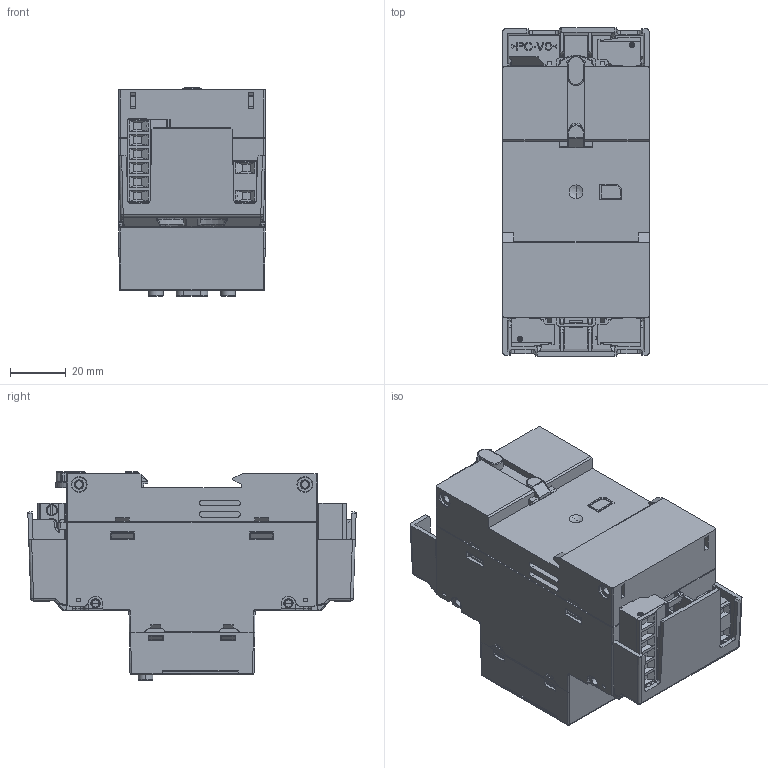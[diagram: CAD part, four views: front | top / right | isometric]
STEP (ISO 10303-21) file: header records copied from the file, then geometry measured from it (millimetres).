
FILE_DESCRIPTION((''),'2;1');
FILE_NAME('RGU_100B_SW0001','2021-01-22T12:27:41',('esors'),(''),'CREO PARAMETRIC BY PTC INC, 2018260','CREO PARAMETRIC BY PTC INC, 2018260','');
FILE_SCHEMA(('AUTOMOTIVE_DESIGN { 1 0 10303 214 1 1 1 1 }'));
Products named in the file (1): RGU_100B_SW0001
Bounding box: 52.5 x 117.85 x 74.65 mm (x, y, z)
Volume: 268864.8 mm3; surface area: 85426.3 mm2
Topology: 2 solids, 2 shells, 3207 faces, 9362 edges, 6146 vertices
Faces by surface type: plane 2332, cylinder 580, cone 181, torus 58, bspline 34, sphere 22
Entity records: 143990 total; most frequent: CARTESIAN_POINT 30557, ORIENTED_EDGE 18682, DIRECTION 15633, PRESENTATION_STYLE_ASSIGNMENT 9343, STYLED_ITEM 9343, CURVE_STYLE 9341, EDGE_CURVE 9341, VECTOR 6765
